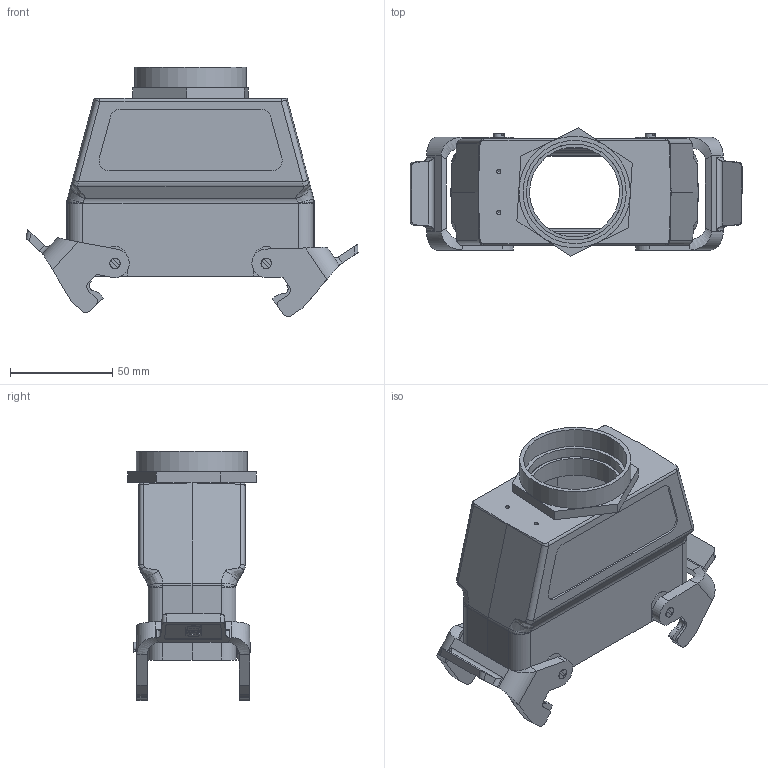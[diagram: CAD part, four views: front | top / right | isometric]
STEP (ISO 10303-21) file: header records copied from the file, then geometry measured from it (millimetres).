
FILE_DESCRIPTION((''),'2;1');
FILE_NAME('05300240477.stp','2020-07-13T16:11:13',('e.eickhoff'),(''),'Autodesk Inventor 2012','Autodesk Inventor 2012','');
FILE_SCHEMA(('AUTOMOTIVE_DESIGN { 1 0 10303 214 1 1 1 1 }'));
Length unit declared in the file: millimetre
Products named in the file (4): 05300240477; 05300240477 bügel; MZM36-M50
Assembly tree (4 placements, depth 2):
  05300240477
    05300240477 bügel  x2
    05300240477
    MZM36-M50
Bounding box: 162.39 x 62.88 x 121.8 mm (x, y, z)
Volume: 158994 mm3; surface area: 82675.6 mm2
Topology: 4 solids, 4 shells, 756 faces, 1927 edges, 1225 vertices
Faces by surface type: plane 470, cylinder 192, bspline 66, torus 10, cone 10, sphere 8
Full cylindrical faces by diameter (mm): 0.537 x2, 0.788 x2, 2 x2, 2.75 x1, 3 x4, 3.25 x1, 5 x4, 5.13 x4, 7 x4, 44 x1, 47 x3, 50.5 x1, 54.5 x1
Entity records: 19888 total; most frequent: CARTESIAN_POINT 5833, ORIENTED_EDGE 2800, DIRECTION 2783, EDGE_CURVE 1400, VECTOR 959, LINE 959, AXIS2_PLACEMENT_3D 912, VERTEX_POINT 904
